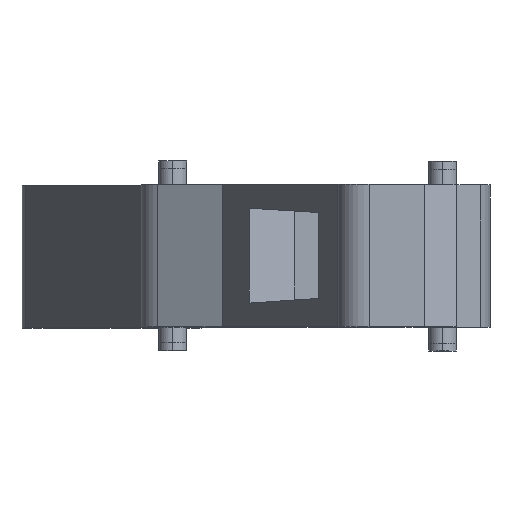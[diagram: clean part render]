
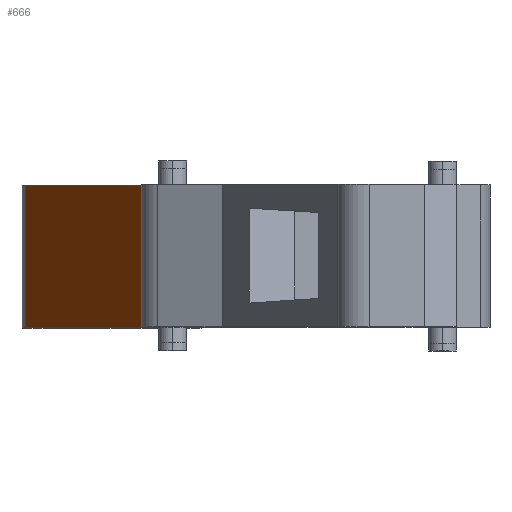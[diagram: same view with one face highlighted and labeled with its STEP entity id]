
A CAD part, top view. The second image highlights one B-rep face of the part: STEP entity #666.
In plain terms, the highlighted planar face has unit normal (-0.928, 0, 0.373).
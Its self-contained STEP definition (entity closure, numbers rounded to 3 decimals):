
#47 = CARTESIAN_POINT ( 'NONE',  ( -42.69, 9., 17.183 ) ) ;
#60 = DIRECTION ( 'NONE',  ( -0.373, 0., -0.928 ) ) ;
#152 = ORIENTED_EDGE ( 'NONE', *, *, #2293, .T. ) ;
#361 = DIRECTION ( 'NONE',  ( -0.928, 0., 0.373 ) ) ;
#393 = CARTESIAN_POINT ( 'NONE',  ( -19.817, -9., 74.012 ) ) ;
#554 = CARTESIAN_POINT ( 'NONE',  ( -43.725, -9., 14.613 ) ) ;
#569 = FACE_OUTER_BOUND ( 'NONE', #2407, .T. ) ;
#627 = EDGE_CURVE ( 'NONE', #1666, #1406, #746, .T. ) ;
#632 = DIRECTION ( 'NONE',  ( -0.373, 0., -0.928 ) ) ;
#666 = ADVANCED_FACE ( 'NONE', ( #569 ), #1415, .T. ) ;
#746 = LINE ( 'NONE', #2460, #2230 ) ;
#831 = CARTESIAN_POINT ( 'NONE',  ( -43.725, 9., 14.613 ) ) ;
#835 = LINE ( 'NONE', #1211, #2085 ) ;
#851 = VERTEX_POINT ( 'NONE', #2391 ) ;
#930 = CARTESIAN_POINT ( 'NONE',  ( -19.817, 9., 74.012 ) ) ;
#1004 = ORIENTED_EDGE ( 'NONE', *, *, #1896, .T. ) ;
#1059 = VERTEX_POINT ( 'NONE', #554 ) ;
#1211 = CARTESIAN_POINT ( 'NONE',  ( -42.69, -9., 17.183 ) ) ;
#1403 = DIRECTION ( 'NONE',  ( 0., -1., 0. ) ) ;
#1406 = VERTEX_POINT ( 'NONE', #393 ) ;
#1415 = PLANE ( 'NONE',  #1611 ) ;
#1611 = AXIS2_PLACEMENT_3D ( 'NONE', #2251, #361, #2124 ) ;
#1666 = VERTEX_POINT ( 'NONE', #930 ) ;
#1692 = LINE ( 'NONE', #831, #2403 ) ;
#1867 = EDGE_CURVE ( 'NONE', #1406, #1059, #835, .T. ) ;
#1896 = EDGE_CURVE ( 'NONE', #1666, #851, #2156, .T. ) ;
#2085 = VECTOR ( 'NONE', #632, 1000. ) ;
#2124 = DIRECTION ( 'NONE',  ( 0.373, 0., 0.928 ) ) ;
#2156 = LINE ( 'NONE', #47, #2442 ) ;
#2230 = VECTOR ( 'NONE', #1403, 1000. ) ;
#2251 = CARTESIAN_POINT ( 'NONE',  ( -42.69, 9., 17.183 ) ) ;
#2293 = EDGE_CURVE ( 'NONE', #851, #1059, #1692, .T. ) ;
#2391 = CARTESIAN_POINT ( 'NONE',  ( -43.725, 9., 14.613 ) ) ;
#2403 = VECTOR ( 'NONE', #2519, 1000. ) ;
#2407 = EDGE_LOOP ( 'NONE', ( #1004, #152, #2653, #2509 ) ) ;
#2442 = VECTOR ( 'NONE', #60, 1000. ) ;
#2460 = CARTESIAN_POINT ( 'NONE',  ( -19.817, 9., 74.012 ) ) ;
#2509 = ORIENTED_EDGE ( 'NONE', *, *, #627, .F. ) ;
#2519 = DIRECTION ( 'NONE',  ( 0., -1., 0. ) ) ;
#2653 = ORIENTED_EDGE ( 'NONE', *, *, #1867, .F. ) ;
